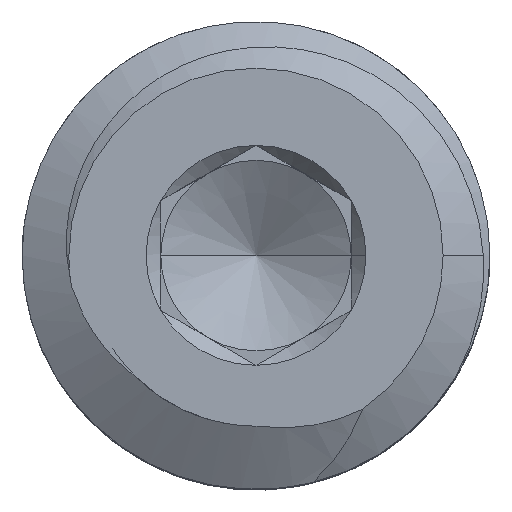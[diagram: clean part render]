
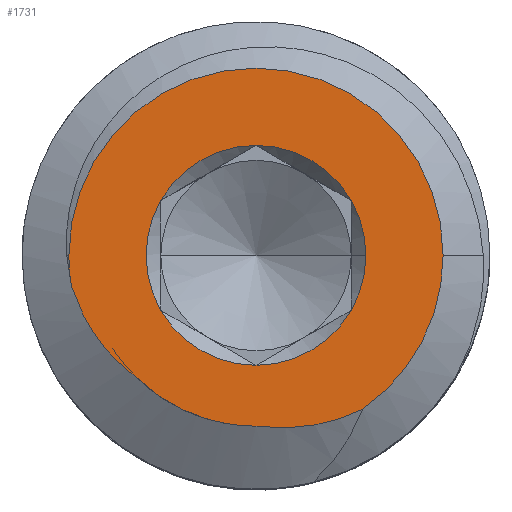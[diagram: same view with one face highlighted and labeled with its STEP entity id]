
A CAD part, top view. The second image highlights one B-rep face of the part: STEP entity #1731.
In plain terms, the highlighted planar face has unit normal (0, 0, 1).
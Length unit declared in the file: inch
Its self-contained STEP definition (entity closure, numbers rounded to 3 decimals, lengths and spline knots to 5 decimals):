
#6 = AXIS2_PLACEMENT_3D ( 'NONE', #2901, #3113, #2399 ) ;
#55 = ORIENTED_EDGE ( 'NONE', *, *, #1981, .F. ) ;
#76 = EDGE_CURVE ( 'NONE', #93, #239, #2569, .T. ) ;
#83 = EDGE_CURVE ( 'NONE', #2512, #3050, #2157, .T. ) ;
#93 = VERTEX_POINT ( 'NONE', #2689 ) ;
#111 = CARTESIAN_POINT ( 'NONE',  ( -2.97013, 0.44578, 1.31522 ) ) ;
#144 = CARTESIAN_POINT ( 'NONE',  ( -2.9373, 0.45486, 1.31522 ) ) ;
#168 = VERTEX_POINT ( 'NONE', #2278 ) ;
#178 = EDGE_CURVE ( 'NONE', #168, #2859, #2393, .T. ) ;
#202 = ORIENTED_EDGE ( 'NONE', *, *, #1106, .F. ) ;
#206 = FACE_BOUND ( 'NONE', #976, .T. ) ;
#239 = VERTEX_POINT ( 'NONE', #2799 ) ;
#267 = CARTESIAN_POINT ( 'NONE',  ( -2.9373, 0.45486, 1.31522 ) ) ;
#291 = DIRECTION ( 'NONE',  ( 0., 0., -1. ) ) ;
#307 = DIRECTION ( 'NONE',  ( 1., 0., 0. ) ) ;
#313 = CARTESIAN_POINT ( 'NONE',  ( -2.9373, 0.45486, 1.31522 ) ) ;
#328 = CARTESIAN_POINT ( 'NONE',  ( -2.9373, 0.45486, 1.31522 ) ) ;
#334 = DIRECTION ( 'NONE',  ( 0., 0., 1. ) ) ;
#367 = CARTESIAN_POINT ( 'NONE',  ( -2.9373, 0.42346, 1.31522 ) ) ;
#399 = VERTEX_POINT ( 'NONE', #3020 ) ;
#415 = EDGE_CURVE ( 'NONE', #2419, #399, #2097, .T. ) ;
#471 = ORIENTED_EDGE ( 'NONE', *, *, #1603, .T. ) ;
#555 = AXIS2_PLACEMENT_3D ( 'NONE', #2252, #291, #1529 ) ;
#604 = CARTESIAN_POINT ( 'NONE',  ( -2.94539, 0.42425, 1.31522 ) ) ;
#704 = CIRCLE ( 'NONE', #942, 0.02021 ) ;
#719 = AXIS2_PLACEMENT_3D ( 'NONE', #2318, #1152, #3022 ) ;
#727 = DIRECTION ( 'NONE',  ( 1., 0., 0. ) ) ;
#747 = AXIS2_PLACEMENT_3D ( 'NONE', #313, #334, #2719 ) ;
#796 = DIRECTION ( 'NONE',  ( 0., 0., 1. ) ) ;
#823 = CARTESIAN_POINT ( 'NONE',  ( -2.95293, 0.42732, 1.31522 ) ) ;
#833 = PLANE ( 'NONE',  #1720 ) ;
#838 = CARTESIAN_POINT ( 'NONE',  ( -2.9373, 0.45486, 1.31522 ) ) ;
#869 = CARTESIAN_POINT ( 'NONE',  ( -2.92374, 0.42361, 1.31522 ) ) ;
#875 = CARTESIAN_POINT ( 'NONE',  ( -2.96216, 0.43449, 1.31522 ) ) ;
#911 = CIRCLE ( 'NONE', #2301, 0.02021 ) ;
#937 = ORIENTED_EDGE ( 'NONE', *, *, #2530, .T. ) ;
#938 = VERTEX_POINT ( 'NONE', #1703 ) ;
#942 = AXIS2_PLACEMENT_3D ( 'NONE', #2238, #1961, #2920 ) ;
#970 = VERTEX_POINT ( 'NONE', #1489 ) ;
#976 = EDGE_LOOP ( 'NONE', ( #1655, #1920, #2487, #2817, #2883, #2188, #1357 ) ) ;
#1040 = CARTESIAN_POINT ( 'NONE',  ( -2.9373, 0.45486, 1.31522 ) ) ;
#1085 = DIRECTION ( 'NONE',  ( 0., 0., 1. ) ) ;
#1086 = CARTESIAN_POINT ( 'NONE',  ( -2.91709, 0.45486, 1.31522 ) ) ;
#1106 = EDGE_CURVE ( 'NONE', #2419, #2599, #2698, .T. ) ;
#1152 = DIRECTION ( 'NONE',  ( 0., 0., 1. ) ) ;
#1153 = CARTESIAN_POINT ( 'NONE',  ( -2.9373, 0.47507, 1.31522 ) ) ;
#1298 = EDGE_CURVE ( 'NONE', #970, #2449, #911, .T. ) ;
#1334 = CARTESIAN_POINT ( 'NONE',  ( -2.9593, 0.43245, 1.31522 ) ) ;
#1357 = ORIENTED_EDGE ( 'NONE', *, *, #1770, .F. ) ;
#1367 = CARTESIAN_POINT ( 'NONE',  ( -2.96456, 0.43696, 1.31522 ) ) ;
#1398 = CIRCLE ( 'NONE', #2285, 0.0344 ) ;
#1404 = EDGE_CURVE ( 'NONE', #938, #970, #2979, .T. ) ;
#1406 = CIRCLE ( 'NONE', #1822, 0.02021 ) ;
#1489 = CARTESIAN_POINT ( 'NONE',  ( -2.9198, 0.44475, 1.31522 ) ) ;
#1496 = CARTESIAN_POINT ( 'NONE',  ( -2.9373, 0.45486, 1.31522 ) ) ;
#1529 = DIRECTION ( 'NONE',  ( -1., 0., 0. ) ) ;
#1583 = CARTESIAN_POINT ( 'NONE',  ( -2.97121, 0.44907, 1.31522 ) ) ;
#1584 = B_SPLINE_CURVE_WITH_KNOTS ( 'NONE', 3,
 ( #1334, #2735, #823, #604, #2810, #3023 ),
 .UNSPECIFIED., .F., .F.,
 ( 4, 2, 4 ),
 ( 0., 0.00031, 0.00062 ),
 .UNSPECIFIED. ) ;
#1603 = EDGE_CURVE ( 'NONE', #2028, #3050, #3031, .T. ) ;
#1655 = ORIENTED_EDGE ( 'NONE', *, *, #178, .F. ) ;
#1703 = CARTESIAN_POINT ( 'NONE',  ( -2.9373, 0.43465, 1.31522 ) ) ;
#1714 = DIRECTION ( 'NONE',  ( 0., 0., 1. ) ) ;
#1720 = AXIS2_PLACEMENT_3D ( 'NONE', #328, #1085, #307 ) ;
#1731 = ADVANCED_FACE ( 'NONE', ( #206, #2785 ), #833, .T. ) ;
#1770 = EDGE_CURVE ( 'NONE', #2859, #93, #2781, .T. ) ;
#1805 = DIRECTION ( 'NONE',  ( 0., 0., 1. ) ) ;
#1822 = AXIS2_PLACEMENT_3D ( 'NONE', #838, #1805, #3018 ) ;
#1845 = CARTESIAN_POINT ( 'NONE',  ( -2.91772, 0.42657, 1.31522 ) ) ;
#1852 = DIRECTION ( 'NONE',  ( -1., 0., 0. ) ) ;
#1887 = ORIENTED_EDGE ( 'NONE', *, *, #415, .T. ) ;
#1920 = ORIENTED_EDGE ( 'NONE', *, *, #2199, .F. ) ;
#1927 = EDGE_CURVE ( 'NONE', #239, #938, #1406, .T. ) ;
#1961 = DIRECTION ( 'NONE',  ( 0., 0., 1. ) ) ;
#1972 = DIRECTION ( 'NONE',  ( 0., 0., 1. ) ) ;
#1981 = EDGE_CURVE ( 'NONE', #2599, #2512, #1398, .T. ) ;
#1983 = CARTESIAN_POINT ( 'NONE',  ( -2.91772, 0.42657, 1.31522 ) ) ;
#2009 = DIRECTION ( 'NONE',  ( 1., 0., 0. ) ) ;
#2028 = VERTEX_POINT ( 'NONE', #2329 ) ;
#2069 = CARTESIAN_POINT ( 'NONE',  ( -2.93059, 0.4225, 1.31522 ) ) ;
#2097 = B_SPLINE_CURVE_WITH_KNOTS ( 'NONE', 3,
 ( #1583, #111, #3037, #1367, #875, #2548 ),
 .UNSPECIFIED., .F., .F.,
 ( 4, 2, 4 ),
 ( 0.00009, 0.00035, 0.00061 ),
 .UNSPECIFIED. ) ;
#2157 = CIRCLE ( 'NONE', #555, 0.0344 ) ;
#2188 = ORIENTED_EDGE ( 'NONE', *, *, #76, .F. ) ;
#2199 = EDGE_CURVE ( 'NONE', #2449, #168, #704, .T. ) ;
#2238 = CARTESIAN_POINT ( 'NONE',  ( -2.9373, 0.45486, 1.31522 ) ) ;
#2252 = CARTESIAN_POINT ( 'NONE',  ( -2.9373, 0.45486, 1.31522 ) ) ;
#2278 = CARTESIAN_POINT ( 'NONE',  ( -2.9198, 0.46496, 1.31522 ) ) ;
#2285 = AXIS2_PLACEMENT_3D ( 'NONE', #144, #3047, #1852 ) ;
#2301 = AXIS2_PLACEMENT_3D ( 'NONE', #1496, #1972, #2919 ) ;
#2307 = CARTESIAN_POINT ( 'NONE',  ( -2.9029, 0.45486, 1.31522 ) ) ;
#2318 = CARTESIAN_POINT ( 'NONE',  ( -2.9373, 0.45486, 1.31522 ) ) ;
#2329 = CARTESIAN_POINT ( 'NONE',  ( -2.9373, 0.42346, 1.31522 ) ) ;
#2393 = CIRCLE ( 'NONE', #719, 0.02021 ) ;
#2399 = DIRECTION ( 'NONE',  ( -1., 0., 0. ) ) ;
#2419 = VERTEX_POINT ( 'NONE', #3001 ) ;
#2449 = VERTEX_POINT ( 'NONE', #1086 ) ;
#2487 = ORIENTED_EDGE ( 'NONE', *, *, #1298, .F. ) ;
#2512 = VERTEX_POINT ( 'NONE', #2307 ) ;
#2530 = EDGE_CURVE ( 'NONE', #399, #2028, #1584, .T. ) ;
#2548 = CARTESIAN_POINT ( 'NONE',  ( -2.9593, 0.43245, 1.31522 ) ) ;
#2569 = CIRCLE ( 'NONE', #2942, 0.02021 ) ;
#2599 = VERTEX_POINT ( 'NONE', #3032 ) ;
#2689 = CARTESIAN_POINT ( 'NONE',  ( -2.9548, 0.46496, 1.31522 ) ) ;
#2698 = CIRCLE ( 'NONE', #6, 0.0344 ) ;
#2719 = DIRECTION ( 'NONE',  ( 1., 0., 0. ) ) ;
#2735 = CARTESIAN_POINT ( 'NONE',  ( -2.95638, 0.42958, 1.31522 ) ) ;
#2764 = EDGE_LOOP ( 'NONE', ( #937, #471, #2821, #55, #202, #1887 ) ) ;
#2781 = CIRCLE ( 'NONE', #747, 0.02021 ) ;
#2785 = FACE_OUTER_BOUND ( 'NONE', #2764, .T. ) ;
#2799 = CARTESIAN_POINT ( 'NONE',  ( -2.9548, 0.44475, 1.31522 ) ) ;
#2810 = CARTESIAN_POINT ( 'NONE',  ( -2.94139, 0.42346, 1.31522 ) ) ;
#2817 = ORIENTED_EDGE ( 'NONE', *, *, #1404, .F. ) ;
#2821 = ORIENTED_EDGE ( 'NONE', *, *, #83, .F. ) ;
#2859 = VERTEX_POINT ( 'NONE', #1153 ) ;
#2883 = ORIENTED_EDGE ( 'NONE', *, *, #1927, .F. ) ;
#2901 = CARTESIAN_POINT ( 'NONE',  ( -2.9373, 0.45486, 1.31522 ) ) ;
#2919 = DIRECTION ( 'NONE',  ( 1., 0., 0. ) ) ;
#2920 = DIRECTION ( 'NONE',  ( 1., 0., 0. ) ) ;
#2942 = AXIS2_PLACEMENT_3D ( 'NONE', #1040, #796, #2009 ) ;
#2979 = CIRCLE ( 'NONE', #3045, 0.02021 ) ;
#3001 = CARTESIAN_POINT ( 'NONE',  ( -2.97121, 0.44907, 1.31522 ) ) ;
#3018 = DIRECTION ( 'NONE',  ( 1., 0., 0. ) ) ;
#3020 = CARTESIAN_POINT ( 'NONE',  ( -2.9593, 0.43245, 1.31522 ) ) ;
#3022 = DIRECTION ( 'NONE',  ( 1., 0., 0. ) ) ;
#3023 = CARTESIAN_POINT ( 'NONE',  ( -2.9373, 0.42346, 1.31522 ) ) ;
#3031 = B_SPLINE_CURVE_WITH_KNOTS ( 'NONE', 3,
 ( #367, #2069, #869, #1845 ),
 .UNSPECIFIED., .F., .F.,
 ( 4, 4 ),
 ( 0., 0.00051 ),
 .UNSPECIFIED. ) ;
#3032 = CARTESIAN_POINT ( 'NONE',  ( -2.9717, 0.45486, 1.31522 ) ) ;
#3037 = CARTESIAN_POINT ( 'NONE',  ( -2.96856, 0.44263, 1.31522 ) ) ;
#3045 = AXIS2_PLACEMENT_3D ( 'NONE', #267, #1714, #727 ) ;
#3047 = DIRECTION ( 'NONE',  ( 0., 0., -1. ) ) ;
#3050 = VERTEX_POINT ( 'NONE', #1983 ) ;
#3113 = DIRECTION ( 'NONE',  ( 0., 0., -1. ) ) ;
